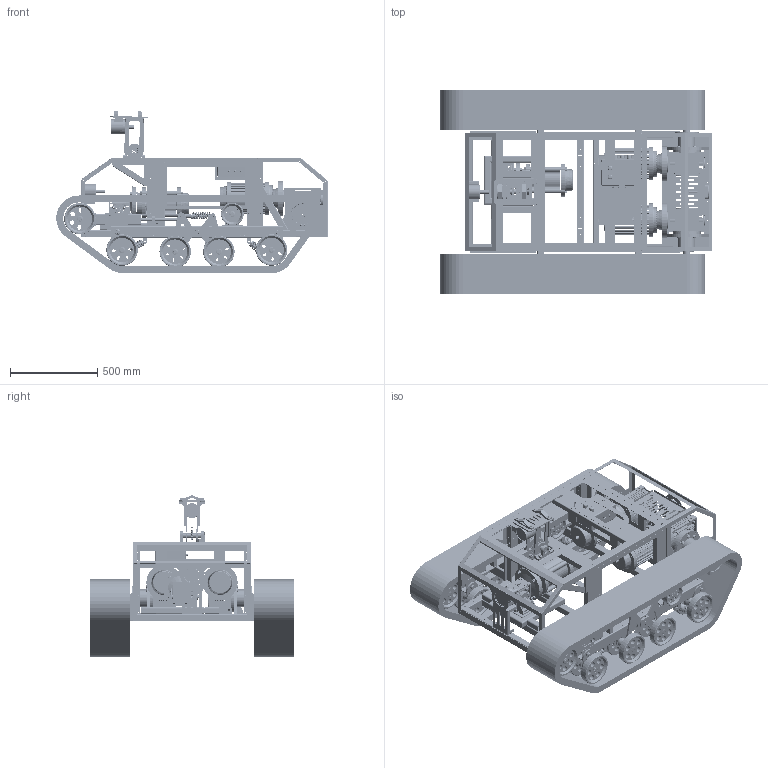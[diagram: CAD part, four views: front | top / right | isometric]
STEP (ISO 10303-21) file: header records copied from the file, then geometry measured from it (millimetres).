
FILE_DESCRIPTION (( 'STEP AP214' ), '1' );
FILE_NAME ('U17.STEP', '2026-04-09T09:30:41', ( 'User' ), ( 'Microsoft' ), 'SwSTEP 2.0', 'SolidWorks 2020', '' );
FILE_SCHEMA (( 'AUTOMOTIVE_DESIGN' ));
Length unit declared in the file: millimetre
Products named in the file (1): U17
Bounding box: 1552.71 x 1170 x 927.65 mm (x, y, z)
Surface area: 14808161.1 mm2 (no closed solid volume)
Topology: 0 solids, 634 shells, 4312 faces, 18616 edges, 14482 vertices
Faces by surface type: plane 2460, cylinder 1466, cone 177, bspline 111, torus 79, sphere 19
Full cylindrical faces by diameter (mm): 3 x2, 3.2 x3, 4 x4, 4.3 x4, 4.5 x2, 4.917 x12, 5 x32, 5.1 x4, 5.18 x4, 5.2 x39, 5.3 x7, 5.5 x2, 6 x12, 6.647 x7, 6.8 x25, 8 x14, 8.45 x8, 8.5 x39, 9 x4, 10 x16, 10.5 x6, 11 x6, 11.5 x4, 12 x2, 12.5 x10, 13 x30, 13.6 x1, 14 x4, 15 x10, 17 x1
Entity records: 278388 total; most frequent: CARTESIAN_POINT 86002, DIRECTION 28762, ORIENTED_EDGE 24108, EDGE_CURVE 17492, VERTEX_POINT 14284, LINE 9810, VECTOR 9810, AXIS2_PLACEMENT_3D 9476
